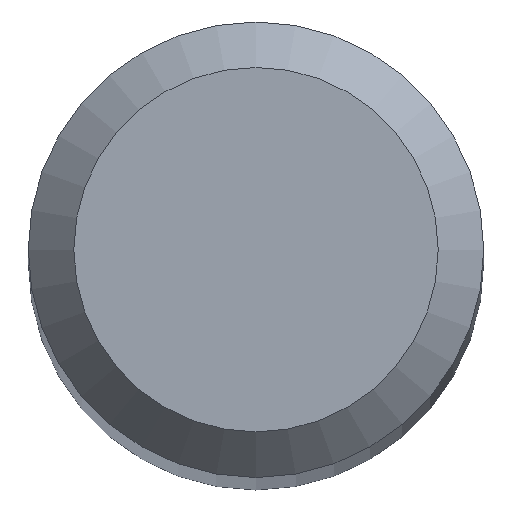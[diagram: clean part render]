
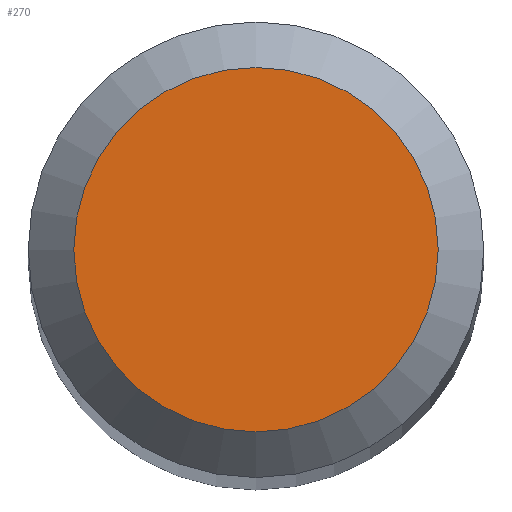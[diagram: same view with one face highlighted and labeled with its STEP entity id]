
A CAD part, top view. The second image highlights one B-rep face of the part: STEP entity #270.
In plain terms, the highlighted planar face has unit normal (0, 0, 1).
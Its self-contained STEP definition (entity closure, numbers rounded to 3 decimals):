
#42 = CIRCLE ( 'NONE', #262, 0.6 ) ;
#69 = CARTESIAN_POINT ( 'NONE',  ( 0., 0.6, 30. ) ) ;
#77 = EDGE_LOOP ( 'NONE', ( #185 ) ) ;
#149 = AXIS2_PLACEMENT_3D ( 'NONE', #157, #240, #199 ) ;
#153 = CARTESIAN_POINT ( 'NONE',  ( 0., 0., 30. ) ) ;
#157 = CARTESIAN_POINT ( 'NONE',  ( 0., 0., 30. ) ) ;
#185 = ORIENTED_EDGE ( 'NONE', *, *, #187, .F. ) ;
#187 = EDGE_CURVE ( 'NONE', #266, #266, #42, .T. ) ;
#199 = DIRECTION ( 'NONE',  ( 0., 1., 0. ) ) ;
#216 = DIRECTION ( 'NONE',  ( 0., 0., -1. ) ) ;
#238 = DIRECTION ( 'NONE',  ( 0., 1., 0. ) ) ;
#240 = DIRECTION ( 'NONE',  ( 0., 0., -1. ) ) ;
#262 = AXIS2_PLACEMENT_3D ( 'NONE', #153, #216, #238 ) ;
#264 = FACE_OUTER_BOUND ( 'NONE', #77, .T. ) ;
#266 = VERTEX_POINT ( 'NONE', #69 ) ;
#267 = PLANE ( 'NONE',  #149 ) ;
#270 = ADVANCED_FACE ( 'NONE', ( #264 ), #267, .F. ) ;
